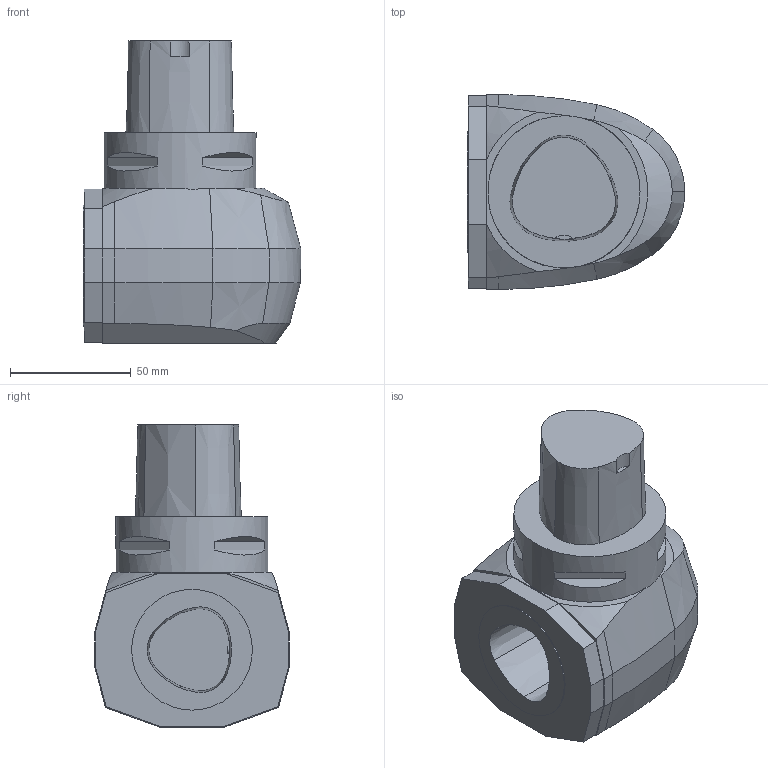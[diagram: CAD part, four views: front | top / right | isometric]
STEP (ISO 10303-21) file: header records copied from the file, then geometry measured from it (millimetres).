
FILE_DESCRIPTION(/* description */ (''),/* implementation_level */ '2;1');
FILE_NAME(/* name */ '1543469809679.stp',/* time_stamp */ '2018-11-29T11:06:56+06:00',/* author */ (''),/* organization */ ('SMS'),/* preprocessor_version */ 'ST-DEVELOPER v15',/* originating_system */ 'SIEMENS PLM Software NX 8.5',/* authorisation */ '');
FILE_SCHEMA (('AUTOMOTIVE_DESIGN { 1 0 10303 214 3 1 1 1 }'));
Length unit declared in the file: millimetre
Products named in the file (1): 201994123mod000_00
Bounding box: 90 x 80.65 x 125 mm (x, y, z)
Volume: 442532.3 mm3; surface area: 39940.2 mm2
Topology: 1 solids, 1 shells, 79 faces, 193 edges, 128 vertices
Faces by surface type: plane 43, cone 23, cylinder 9, bspline 4
Full cylindrical faces by diameter (mm): 3 x1, 50 x1, 63 x1
Entity records: 2614 total; most frequent: CARTESIAN_POINT 725, DIRECTION 382, ORIENTED_EDGE 376, EDGE_CURVE 188, AXIS2_PLACEMENT_3D 145, VERTEX_POINT 123, LINE 92, VECTOR 92
